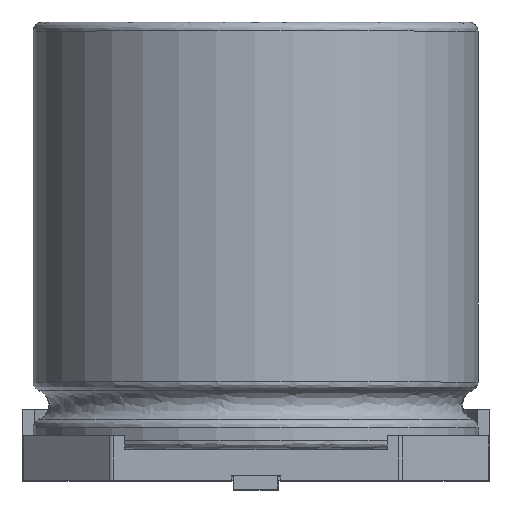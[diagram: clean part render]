
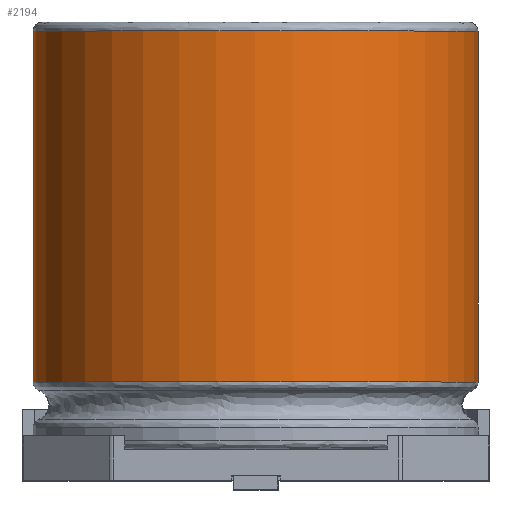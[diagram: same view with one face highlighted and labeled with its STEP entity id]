
A CAD part, top view. The second image highlights one B-rep face of the part: STEP entity #2194.
In plain terms, the highlighted cylindrical face has radius 5 mm (diameter 10 mm), a partial arc.
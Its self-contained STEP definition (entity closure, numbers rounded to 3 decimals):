
#39 = EDGE_CURVE ( 'NONE', #3097, #384, #2079, .T. ) ;
#74 = CYLINDRICAL_SURFACE ( 'NONE', #1139, 5. ) ;
#160 = CARTESIAN_POINT ( 'NONE',  ( 5., -4.8, 0. ) ) ;
#316 = VERTEX_POINT ( 'NONE', #583 ) ;
#384 = VERTEX_POINT ( 'NONE', #3323 ) ;
#397 = ORIENTED_EDGE ( 'NONE', *, *, #2018, .T. ) ;
#436 = VECTOR ( 'NONE', #1718, 1000. ) ;
#465 = FACE_OUTER_BOUND ( 'NONE', #3213, .T. ) ;
#504 = DIRECTION ( 'NONE',  ( 1., 0., 0. ) ) ;
#583 = CARTESIAN_POINT ( 'NONE',  ( 5., 3.288, 0. ) ) ;
#1054 = DIRECTION ( 'NONE',  ( 0., -1., 0. ) ) ;
#1139 = AXIS2_PLACEMENT_3D ( 'NONE', #2173, #1054, #504 ) ;
#1168 = CARTESIAN_POINT ( 'NONE',  ( 0., 3.288, 0. ) ) ;
#1270 = DIRECTION ( 'NONE',  ( 0., -1., 0. ) ) ;
#1296 = CARTESIAN_POINT ( 'NONE',  ( -5., 3.288, 0. ) ) ;
#1360 = LINE ( 'NONE', #3400, #436 ) ;
#1414 = DIRECTION ( 'NONE',  ( 0., 1., 0. ) ) ;
#1448 = DIRECTION ( 'NONE',  ( 1., 0., 0. ) ) ;
#1526 = ORIENTED_EDGE ( 'NONE', *, *, #39, .T. ) ;
#1686 = CIRCLE ( 'NONE', #1894, 5. ) ;
#1718 = DIRECTION ( 'NONE',  ( 0., -1., 0. ) ) ;
#1782 = EDGE_CURVE ( 'NONE', #2157, #316, #1686, .T. ) ;
#1811 = EDGE_CURVE ( 'NONE', #2157, #384, #1360, .T. ) ;
#1894 = AXIS2_PLACEMENT_3D ( 'NONE', #1168, #3110, #1448 ) ;
#2018 = EDGE_CURVE ( 'NONE', #316, #3097, #2922, .T. ) ;
#2079 = CIRCLE ( 'NONE', #3073, 5. ) ;
#2113 = CARTESIAN_POINT ( 'NONE',  ( 5., -4.6, 0. ) ) ;
#2157 = VERTEX_POINT ( 'NONE', #1296 ) ;
#2173 = CARTESIAN_POINT ( 'NONE',  ( 0., -4.8, 0. ) ) ;
#2194 = ADVANCED_FACE ( 'NONE', ( #465 ), #74, .T. ) ;
#2608 = ORIENTED_EDGE ( 'NONE', *, *, #1782, .T. ) ;
#2731 = VECTOR ( 'NONE', #1270, 1000. ) ;
#2922 = LINE ( 'NONE', #160, #2731 ) ;
#3073 = AXIS2_PLACEMENT_3D ( 'NONE', #3082, #1414, #3149 ) ;
#3082 = CARTESIAN_POINT ( 'NONE',  ( 0., -4.6, 0. ) ) ;
#3097 = VERTEX_POINT ( 'NONE', #2113 ) ;
#3110 = DIRECTION ( 'NONE',  ( 0., -1., 0. ) ) ;
#3149 = DIRECTION ( 'NONE',  ( 1., 0., 0. ) ) ;
#3213 = EDGE_LOOP ( 'NONE', ( #3216, #2608, #397, #1526 ) ) ;
#3216 = ORIENTED_EDGE ( 'NONE', *, *, #1811, .F. ) ;
#3323 = CARTESIAN_POINT ( 'NONE',  ( -5., -4.6, 0. ) ) ;
#3400 = CARTESIAN_POINT ( 'NONE',  ( -5., -4.8, 0. ) ) ;
